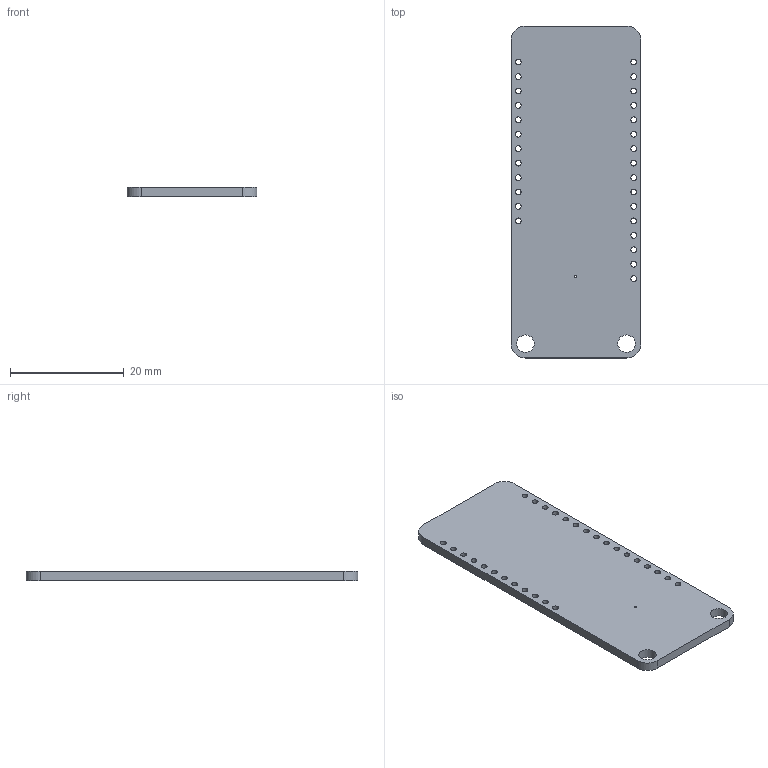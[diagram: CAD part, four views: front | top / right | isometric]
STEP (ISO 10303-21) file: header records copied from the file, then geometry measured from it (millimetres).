
FILE_DESCRIPTION(('KiCad electronic assembly'),'2;1');
FILE_NAME('kicadBoard.step','2022-11-07T14:59:15',('Pcbnew'),('Kicad'), 'Open CASCADE STEP processor 7.6','KiCad to STEP converter','Unknown' );
FILE_SCHEMA(('AUTOMOTIVE_DESIGN { 1 0 10303 214 1 1 1 1 }'));
Length unit declared in the file: millimetre
Products named in the file (2): kicadBoard 1; _autosave-kicadBoard PCB
Assembly tree (1 placements, depth 2):
  kicadBoard 1
    _autosave-kicadBoard PCB
Bounding box: 22.86 x 58.42 x 1.6 mm (x, y, z)
Volume: 2068.1 mm3; surface area: 3013.8 mm2
Topology: 1 solids, 1 shells, 41 faces, 117 edges, 78 vertices
Faces by surface type: cylinder 35, plane 6
Full cylindrical faces by diameter (mm): 0.381 x1, 1.016 x28, 3.048 x2
Entity records: 3073 total; most frequent: DIRECTION 507, CARTESIAN_POINT 472, ORIENTED_EDGE 234, PCURVE 234, DEFINITIONAL_REPRESENTATION 234, LINE 211, VECTOR 211, CIRCLE 140
